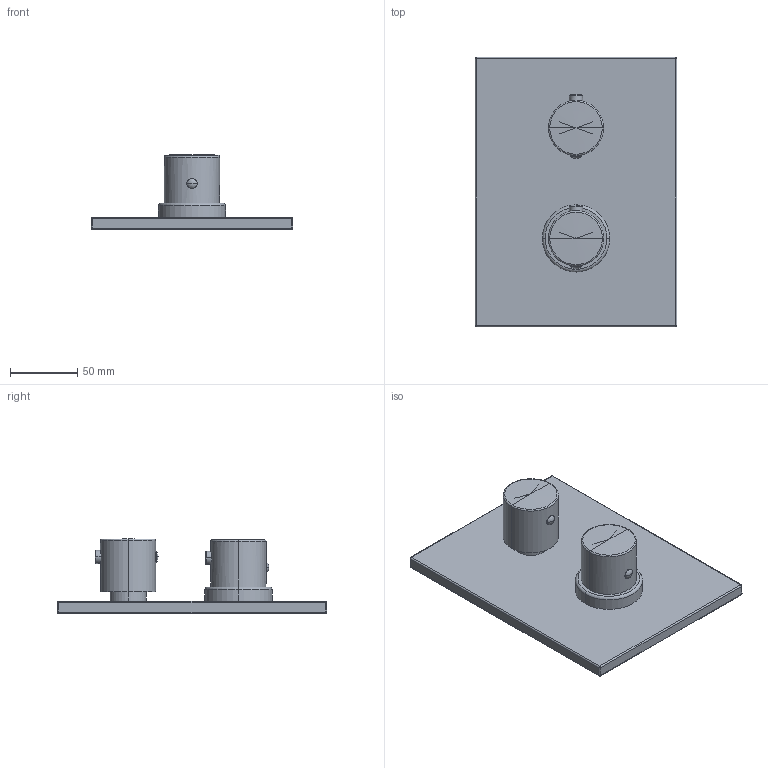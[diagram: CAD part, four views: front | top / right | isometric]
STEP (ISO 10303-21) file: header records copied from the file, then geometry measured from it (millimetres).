
FILE_DESCRIPTION((''),'2;1');
FILE_NAME('LIQ513CR','2021-01-15T14:18:31',('ut3'),('PAFFONI SpA'),'CREO PARAMETRIC BY PTC INC, 2020044','CREO PARAMETRIC BY PTC INC, 2020044','');
FILE_SCHEMA(('CONFIG_CONTROL_DESIGN','SHAPE_APPEARANCE_LAYERS_GROUPS'));
Length unit declared in the file: millimetre
Products named in the file (1): LIQ513CR
Bounding box: 150 x 200 x 55.57 mm (x, y, z)
Volume: 392907.8 mm3; surface area: 79170.8 mm2
Topology: 1 solids, 1 shells, 98 faces, 228 edges, 134 vertices
Faces by surface type: cylinder 44, plane 28, sphere 12, torus 10, cone 4
Entity records: 3958 total; most frequent: CARTESIAN_POINT 986, DIRECTION 480, ORIENTED_EDGE 440, EDGE_CURVE 220, AXIS2_PLACEMENT_3D 192, VERTEX_POINT 134, EDGE_LOOP 120, FACE_OUTER_BOUND 98
